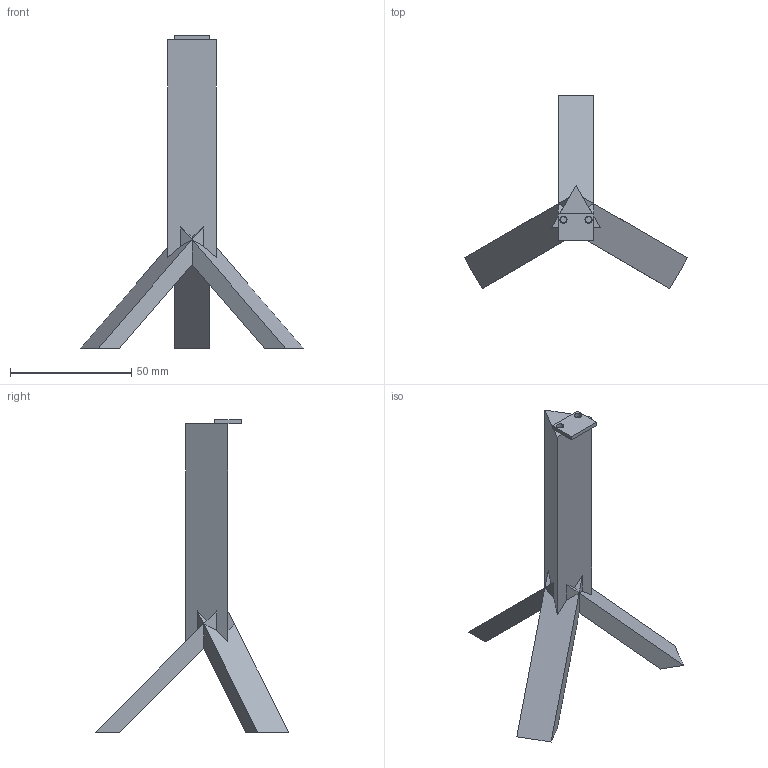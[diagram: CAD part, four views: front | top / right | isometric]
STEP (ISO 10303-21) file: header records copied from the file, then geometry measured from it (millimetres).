
FILE_DESCRIPTION(/* description */ (''),/* implementation_level */ '2;1');
FILE_NAME(/* name */ 'Temperature Stand v3.step',/* time_stamp */ '2025-05-05T17:31:42-07:00',/* author */ (''),/* organization */ (''),/* preprocessor_version */ 'ST-DEVELOPER v20.1',/* originating_system */ 'Autodesk Translation Framework v14.4.0.0',/* authorisation */ '');
FILE_SCHEMA (('AUTOMOTIVE_DESIGN { 1 0 10303 214 3 1 1 }'));
Length unit declared in the file: millimetre
Products named in the file (1): Temperature Stand
Bounding box: 91.87 x 79.56 x 128.65 mm (x, y, z)
Volume: 32930.4 mm3; surface area: 13566.7 mm2
Topology: 2 solids, 2 shells, 44 faces, 96 edges, 58 vertices
Faces by surface type: plane 40, cylinder 4
Full cylindrical faces by diameter (mm): 2.5 x2, 2.95 x2
Entity records: 1193 total; most frequent: CARTESIAN_POINT 199, DIRECTION 194, ORIENTED_EDGE 192, EDGE_CURVE 96, LINE 88, VECTOR 88, VERTEX_POINT 58, AXIS2_PLACEMENT_3D 53
